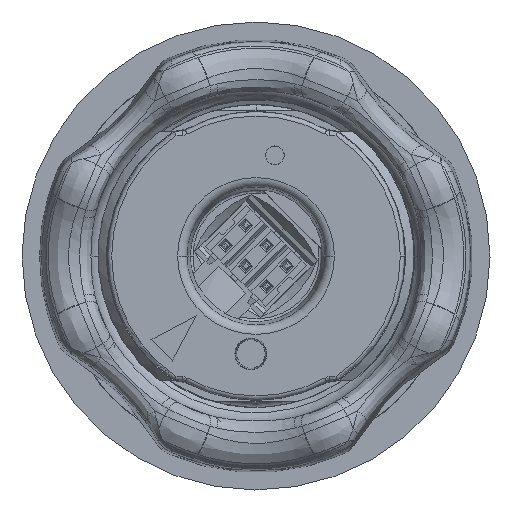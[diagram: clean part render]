
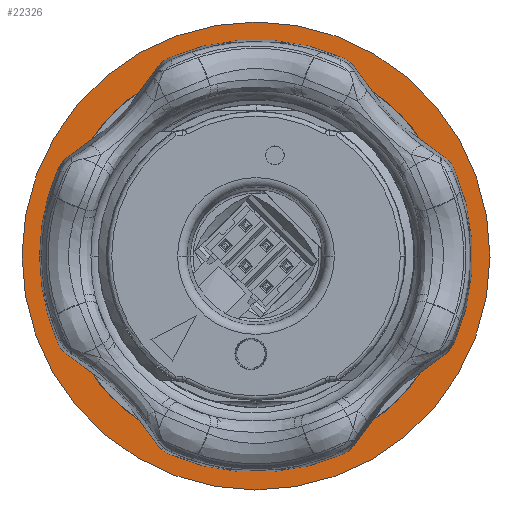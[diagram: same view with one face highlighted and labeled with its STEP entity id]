
A CAD part, front view. The second image highlights one B-rep face of the part: STEP entity #22326.
In plain terms, the highlighted planar face has unit normal (0, -1, 0).
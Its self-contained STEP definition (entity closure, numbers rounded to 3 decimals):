
#772 = PLANE ( 'NONE',  #27178 ) ;
#1134 = CARTESIAN_POINT ( 'NONE',  ( -23.825, 7.419, 45.892 ) ) ;
#1821 = DIRECTION ( 'NONE',  ( 0.169, 0., -0.986 ) ) ;
#2757 = ORIENTED_EDGE ( 'NONE', *, *, #8917, .T. ) ;
#3452 = CARTESIAN_POINT ( 'NONE',  ( -21.081, 7.419, 29.907 ) ) ;
#3477 = EDGE_CURVE ( 'NONE', #12405, #5273, #8798, .T. ) ;
#3915 = CARTESIAN_POINT ( 'NONE',  ( -21.081, 7.419, 29.907 ) ) ;
#4836 = FACE_OUTER_BOUND ( 'NONE', #22833, .T. ) ;
#5273 = VERTEX_POINT ( 'NONE', #1134 ) ;
#6277 = DIRECTION ( 'NONE',  ( 0.169, 0., -0.986 ) ) ;
#6601 = CARTESIAN_POINT ( 'NONE',  ( -18.338, 7.419, 13.922 ) ) ;
#7099 = VERTEX_POINT ( 'NONE', #14504 ) ;
#8068 = ORIENTED_EDGE ( 'NONE', *, *, #3477, .T. ) ;
#8654 = ORIENTED_EDGE ( 'NONE', *, *, #11475, .F. ) ;
#8798 = CIRCLE ( 'NONE', #22644, 16.219 ) ;
#8917 = EDGE_CURVE ( 'NONE', #5273, #12405, #20213, .T. ) ;
#9299 = CARTESIAN_POINT ( 'NONE',  ( -7.283, 7.419, 32.275 ) ) ;
#10016 = DIRECTION ( 'NONE',  ( 0.169, 0., -0.986 ) ) ;
#11475 = EDGE_CURVE ( 'NONE', #24166, #7099, #22912, .T. ) ;
#12405 = VERTEX_POINT ( 'NONE', #6601 ) ;
#12458 = DIRECTION ( 'NONE',  ( 0., -1., 0. ) ) ;
#12471 = DIRECTION ( 'NONE',  ( 0., -1., 0. ) ) ;
#12803 = CARTESIAN_POINT ( 'NONE',  ( -21.081, 7.419, 29.907 ) ) ;
#13715 = AXIS2_PLACEMENT_3D ( 'NONE', #3915, #12471, #1821 ) ;
#14504 = CARTESIAN_POINT ( 'NONE',  ( -18.713, 7.419, 16.109 ) ) ;
#15341 = AXIS2_PLACEMENT_3D ( 'NONE', #3452, #22384, #10016 ) ;
#15523 = CIRCLE ( 'NONE', #13715, 14. ) ;
#15909 = CARTESIAN_POINT ( 'NONE',  ( -23.449, 7.419, 43.705 ) ) ;
#17634 = EDGE_CURVE ( 'NONE', #7099, #24166, #15523, .T. ) ;
#17716 = FACE_BOUND ( 'NONE', #19597, .T. ) ;
#17862 = DIRECTION ( 'NONE',  ( 0., -1., 0. ) ) ;
#18394 = AXIS2_PLACEMENT_3D ( 'NONE', #25478, #12458, #6277 ) ;
#18974 = ORIENTED_EDGE ( 'NONE', *, *, #17634, .F. ) ;
#19597 = EDGE_LOOP ( 'NONE', ( #18974, #8654 ) ) ;
#20213 = CIRCLE ( 'NONE', #18394, 16.219 ) ;
#21192 = DIRECTION ( 'NONE',  ( 0.169, 0., -0.986 ) ) ;
#21369 = DIRECTION ( 'NONE',  ( 0.169, 0., -0.986 ) ) ;
#22326 = ADVANCED_FACE ( 'NONE', ( #4836, #17716 ), #772, .T. ) ;
#22384 = DIRECTION ( 'NONE',  ( 0., -1., 0. ) ) ;
#22644 = AXIS2_PLACEMENT_3D ( 'NONE', #12803, #22883, #21369 ) ;
#22833 = EDGE_LOOP ( 'NONE', ( #8068, #2757 ) ) ;
#22883 = DIRECTION ( 'NONE',  ( 0., -1., 0. ) ) ;
#22912 = CIRCLE ( 'NONE', #15341, 14. ) ;
#24166 = VERTEX_POINT ( 'NONE', #15909 ) ;
#25478 = CARTESIAN_POINT ( 'NONE',  ( -21.081, 7.419, 29.907 ) ) ;
#27178 = AXIS2_PLACEMENT_3D ( 'NONE', #9299, #17862, #21192 ) ;
